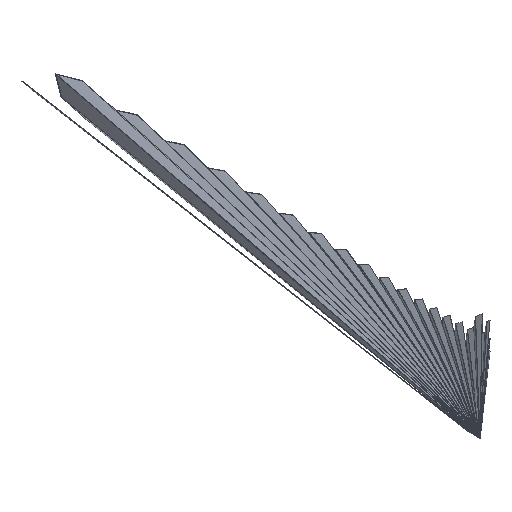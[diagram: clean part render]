
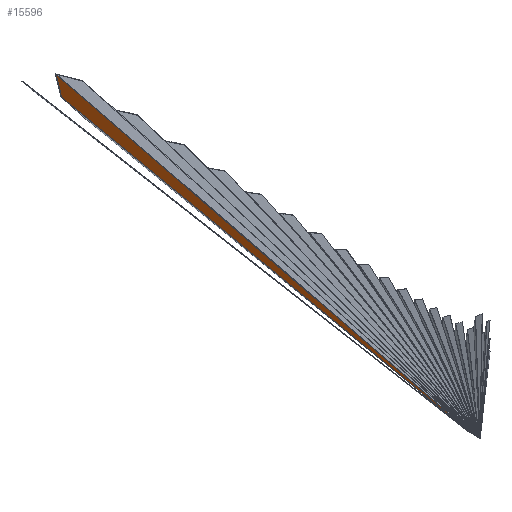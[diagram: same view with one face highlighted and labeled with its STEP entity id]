
A CAD part, left-side view. The second image highlights one B-rep face of the part: STEP entity #15596.
In plain terms, the highlighted planar face has unit normal (-0.279, 0.933, -0.227).
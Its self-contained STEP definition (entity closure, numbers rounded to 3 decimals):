
#15596 = ADVANCED_FACE('',(#15597),#15611,.F.);
#15597 = FACE_BOUND('',#15598,.F.);
#15598 = EDGE_LOOP('',(#15599,#15634,#15661,#15688));
#15599 = ORIENTED_EDGE('',*,*,#15600,.T.);
#15600 = EDGE_CURVE('',#15601,#15603,#15605,.T.);
#15601 = VERTEX_POINT('',#15602);
#15602 = CARTESIAN_POINT('',(750.,280.585,229.897));
#15603 = VERTEX_POINT('',#15604);
#15604 = CARTESIAN_POINT('',(750.,284.369,245.429));
#15605 = SURFACE_CURVE('',#15606,(#15610,#15622),.PCURVE_S1.);
#15606 = LINE('',#15607,#15608);
#15607 = CARTESIAN_POINT('',(750.,280.585,229.897));
#15608 = VECTOR('',#15609,1.);
#15609 = DIRECTION('',(0.,0.237,0.972));
#15610 = PCURVE('',#15611,#15616);
#15611 = PLANE('',#15612);
#15612 = AXIS2_PLACEMENT_3D('',#15613,#15614,#15615);
#15613 = CARTESIAN_POINT('',(388.455,146.385,
    123.099));
#15614 = DIRECTION('',(0.279,-0.933,0.227));
#15615 = DIRECTION('',(-0.958,-0.287,0.));
#15616 = DEFINITIONAL_REPRESENTATION('',(#15617),#15621);
#15617 = LINE('',#15618,#15619);
#15618 = CARTESIAN_POINT('',(-384.841,-109.669));
#15619 = VECTOR('',#15620,1.);
#15620 = DIRECTION('',(-0.068,-0.998));
#15621 = ( GEOMETRIC_REPRESENTATION_CONTEXT(2) 
PARAMETRIC_REPRESENTATION_CONTEXT() REPRESENTATION_CONTEXT('2D SPACE',''
  ) );
#15622 = PCURVE('',#15623,#15628);
#15623 = PLANE('',#15624);
#15624 = AXIS2_PLACEMENT_3D('',#15625,#15626,#15627);
#15625 = CARTESIAN_POINT('',(750.,150.,150.));
#15626 = DIRECTION('',(-1.,0.,0.));
#15627 = DIRECTION('',(0.,0.,-1.));
#15628 = DEFINITIONAL_REPRESENTATION('',(#15629),#15633);
#15629 = LINE('',#15630,#15631);
#15630 = CARTESIAN_POINT('',(-79.897,-130.585));
#15631 = VECTOR('',#15632,1.);
#15632 = DIRECTION('',(-0.972,-0.237));
#15633 = ( GEOMETRIC_REPRESENTATION_CONTEXT(2) 
PARAMETRIC_REPRESENTATION_CONTEXT() REPRESENTATION_CONTEXT('2D SPACE',''
  ) );
#15634 = ORIENTED_EDGE('',*,*,#15635,.T.);
#15635 = EDGE_CURVE('',#15603,#15636,#15638,.T.);
#15636 = VERTEX_POINT('',#15637);
#15637 = CARTESIAN_POINT('',(20.,7.735,6.525));
#15638 = SURFACE_CURVE('',#15639,(#15643,#15650),.PCURVE_S1.);
#15639 = LINE('',#15640,#15641);
#15640 = CARTESIAN_POINT('',(750.,284.369,245.429));
#15641 = VECTOR('',#15642,1.);
#15642 = DIRECTION('',(-0.894,-0.339,-0.293)
  );
#15643 = PCURVE('',#15611,#15644);
#15644 = DEFINITIONAL_REPRESENTATION('',(#15645),#15649);
#15645 = LINE('',#15646,#15647);
#15646 = CARTESIAN_POINT('',(-385.926,-125.619));
#15647 = VECTOR('',#15648,1.);
#15648 = DIRECTION('',(0.954,0.3));
#15649 = ( GEOMETRIC_REPRESENTATION_CONTEXT(2) 
PARAMETRIC_REPRESENTATION_CONTEXT() REPRESENTATION_CONTEXT('2D SPACE',''
  ) );
#15650 = PCURVE('',#15651,#15656);
#15651 = PLANE('',#15652);
#15652 = AXIS2_PLACEMENT_3D('',#15653,#15654,#15655);
#15653 = CARTESIAN_POINT('',(385.,145.896,125.998));
#15654 = DIRECTION('',(0.35,-0.122,-0.929));
#15655 = DIRECTION('',(-0.936,0.,
    -0.353));
#15656 = DEFINITIONAL_REPRESENTATION('',(#15657),#15660);
#15657 = B_SPLINE_CURVE_WITH_KNOTS('',1,(#15658,#15659),.UNSPECIFIED.,
  .F.,.F.,(2,2),(0.,816.396),.PIECEWISE_BEZIER_KNOTS.);
#15658 = CARTESIAN_POINT('',(-383.668,139.507));
#15659 = CARTESIAN_POINT('',(383.683,-139.193));
#15660 = ( GEOMETRIC_REPRESENTATION_CONTEXT(2) 
PARAMETRIC_REPRESENTATION_CONTEXT() REPRESENTATION_CONTEXT('2D SPACE',''
  ) );
#15661 = ORIENTED_EDGE('',*,*,#15662,.F.);
#15662 = EDGE_CURVE('',#15663,#15636,#15665,.T.);
#15663 = VERTEX_POINT('',#15664);
#15664 = CARTESIAN_POINT('',(20.,7.634,6.11));
#15665 = SURFACE_CURVE('',#15666,(#15670,#15676),.PCURVE_S1.);
#15666 = LINE('',#15667,#15668);
#15667 = CARTESIAN_POINT('',(20.,7.634,6.11));
#15668 = VECTOR('',#15669,1.);
#15669 = DIRECTION('',(0.,0.237,0.972));
#15670 = PCURVE('',#15611,#15671);
#15671 = DEFINITIONAL_REPRESENTATION('',(#15672),#15675);
#15672 = B_SPLINE_CURVE_WITH_KNOTS('',1,(#15673,#15674),.UNSPECIFIED.,
  .F.,.F.,(2,2),(0.,0.427),.PIECEWISE_BEZIER_KNOTS.);
#15673 = CARTESIAN_POINT('',(392.766,120.133));
#15674 = CARTESIAN_POINT('',(392.737,119.707));
#15675 = ( GEOMETRIC_REPRESENTATION_CONTEXT(2) 
PARAMETRIC_REPRESENTATION_CONTEXT() REPRESENTATION_CONTEXT('2D SPACE',''
  ) );
#15676 = PCURVE('',#15677,#15682);
#15677 = PLANE('',#15678);
#15678 = AXIS2_PLACEMENT_3D('',#15679,#15680,#15681);
#15679 = CARTESIAN_POINT('',(20.,4.,4.));
#15680 = DIRECTION('',(1.,0.,0.));
#15681 = DIRECTION('',(0.,0.,1.));
#15682 = DEFINITIONAL_REPRESENTATION('',(#15683),#15687);
#15683 = LINE('',#15684,#15685);
#15684 = CARTESIAN_POINT('',(2.11,-3.634));
#15685 = VECTOR('',#15686,1.);
#15686 = DIRECTION('',(0.972,-0.237));
#15687 = ( GEOMETRIC_REPRESENTATION_CONTEXT(2) 
PARAMETRIC_REPRESENTATION_CONTEXT() REPRESENTATION_CONTEXT('2D SPACE',''
  ) );
#15688 = ORIENTED_EDGE('',*,*,#15689,.T.);
#15689 = EDGE_CURVE('',#15663,#15601,#15690,.T.);
#15690 = SURFACE_CURVE('',#15691,(#15695,#15702),.PCURVE_S1.);
#15691 = LINE('',#15692,#15693);
#15692 = CARTESIAN_POINT('',(20.,7.634,6.11));
#15693 = VECTOR('',#15694,1.);
#15694 = DIRECTION('',(0.9,0.337,0.276));
#15695 = PCURVE('',#15611,#15696);
#15696 = DEFINITIONAL_REPRESENTATION('',(#15697),#15701);
#15697 = LINE('',#15698,#15699);
#15698 = CARTESIAN_POINT('',(392.766,120.133));
#15699 = VECTOR('',#15700,1.);
#15700 = DIRECTION('',(-0.959,-0.283));
#15701 = ( GEOMETRIC_REPRESENTATION_CONTEXT(2) 
PARAMETRIC_REPRESENTATION_CONTEXT() REPRESENTATION_CONTEXT('2D SPACE',''
  ) );
#15702 = PCURVE('',#15703,#15708);
#15703 = PLANE('',#15704);
#15704 = AXIS2_PLACEMENT_3D('',#15705,#15706,#15707);
#15705 = CARTESIAN_POINT('',(385.,143.954,118.025));
#15706 = DIRECTION('',(-0.334,0.128,0.934));
#15707 = DIRECTION('',(0.942,0.,0.337
    ));
#15708 = DEFINITIONAL_REPRESENTATION('',(#15709),#15712);
#15709 = B_SPLINE_CURVE_WITH_KNOTS('',1,(#15710,#15711),.UNSPECIFIED.,
  .F.,.F.,(2,2),(0.,810.853),.PIECEWISE_BEZIER_KNOTS.);
#15710 = CARTESIAN_POINT('',(-381.369,-137.443));
#15711 = CARTESIAN_POINT('',(381.355,137.757));
#15712 = ( GEOMETRIC_REPRESENTATION_CONTEXT(2) 
PARAMETRIC_REPRESENTATION_CONTEXT() REPRESENTATION_CONTEXT('2D SPACE',''
  ) );
